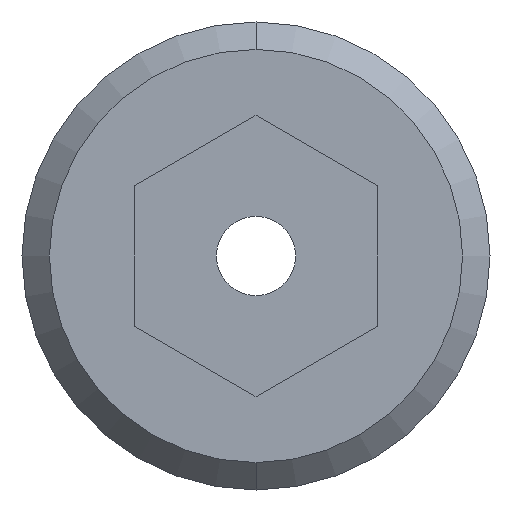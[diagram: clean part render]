
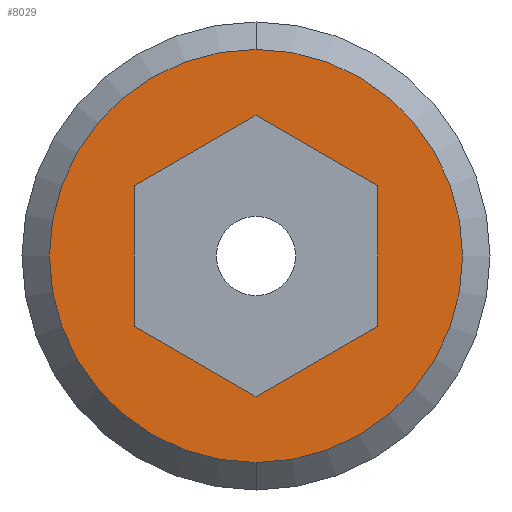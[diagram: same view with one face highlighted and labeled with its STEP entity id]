
A CAD part, left-side view. The second image highlights one B-rep face of the part: STEP entity #8029.
In plain terms, the highlighted planar face has unit normal (-1, 0, 0).
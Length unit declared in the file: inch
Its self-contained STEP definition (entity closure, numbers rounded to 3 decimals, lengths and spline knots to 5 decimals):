
#3824=CARTESIAN_POINT('',(-0.188,0.,0.));
#3825=DIRECTION('',(-1.,0.,0.));
#3826=DIRECTION('',(0.,1.,0.));
#3827=AXIS2_PLACEMENT_3D('',#3824,#3825,#3826);
#3842=DIRECTION('',(0.,0.5,0.866));
#3843=VECTOR('',#3842,0.09238);
#3844=CARTESIAN_POINT('',(-0.188,0.04619,-0.08));
#3845=LINE('',#3844,#3843);
#3846=DIRECTION('',(0.,1.,0.));
#3847=VECTOR('',#3846,0.09238);
#3848=CARTESIAN_POINT('',(-0.188,-0.04619,-0.08));
#3849=LINE('',#3848,#3847);
#3850=DIRECTION('',(0.,0.5,-0.866));
#3851=VECTOR('',#3850,0.09238);
#3852=CARTESIAN_POINT('',(-0.188,-0.09238,0.));
#3853=LINE('',#3852,#3851);
#3854=DIRECTION('',(0.,-0.5,-0.866));
#3855=VECTOR('',#3854,0.09238);
#3856=CARTESIAN_POINT('',(-0.188,-0.04619,0.08));
#3857=LINE('',#3856,#3855);
#3858=DIRECTION('',(0.,-1.,0.));
#3859=VECTOR('',#3858,0.09238);
#3860=CARTESIAN_POINT('',(-0.188,0.04619,0.08));
#3861=LINE('',#3860,#3859);
#3862=DIRECTION('',(0.,-0.5,0.866));
#3863=VECTOR('',#3862,0.09238);
#3864=CARTESIAN_POINT('',(-0.188,0.09238,0.));
#3865=LINE('',#3864,#3863);
#3866=CARTESIAN_POINT('',(-0.188,0.,0.));
#3867=DIRECTION('',(1.,0.,0.));
#3868=DIRECTION('',(0.,1.,0.));
#3869=AXIS2_PLACEMENT_3D('',#3866,#3867,#3868);
#4102=CARTESIAN_POINT('',(-0.188,0.13575,0.));
#4103=CARTESIAN_POINT('',(-0.188,-0.13575,0.));
#4104=VERTEX_POINT('',#4102);
#4105=VERTEX_POINT('',#4103);
#4122=CARTESIAN_POINT('',(-0.188,0.04619,-0.08));
#4123=CARTESIAN_POINT('',(-0.188,0.09238,0.));
#4124=VERTEX_POINT('',#4122);
#4125=VERTEX_POINT('',#4123);
#4126=CARTESIAN_POINT('',(-0.188,-0.04619,-0.08));
#4127=VERTEX_POINT('',#4126);
#4128=CARTESIAN_POINT('',(-0.188,-0.09238,0.));
#4129=VERTEX_POINT('',#4128);
#4130=CARTESIAN_POINT('',(-0.188,-0.04619,0.08));
#4131=VERTEX_POINT('',#4130);
#4132=CARTESIAN_POINT('',(-0.188,0.04619,0.08));
#4133=VERTEX_POINT('',#4132);
#8005=CARTESIAN_POINT('',(-0.188,0.,0.));
#8006=DIRECTION('',(1.,0.,0.));
#8007=DIRECTION('',(0.,-1.,0.));
#8008=AXIS2_PLACEMENT_3D('',#8005,#8006,#8007);
#8009=PLANE('',#8008);
#8010=ORIENTED_EDGE('',*,*,#7995,.F.);
#8012=ORIENTED_EDGE('',*,*,#8011,.T.);
#8013=EDGE_LOOP('',(#8010,#8012));
#8014=FACE_OUTER_BOUND('',#8013,.F.);
#8016=ORIENTED_EDGE('',*,*,#8015,.F.);
#8018=ORIENTED_EDGE('',*,*,#8017,.F.);
#8020=ORIENTED_EDGE('',*,*,#8019,.F.);
#8022=ORIENTED_EDGE('',*,*,#8021,.F.);
#8024=ORIENTED_EDGE('',*,*,#8023,.F.);
#8026=ORIENTED_EDGE('',*,*,#8025,.F.);
#8027=EDGE_LOOP('',(#8016,#8018,#8020,#8022,#8024,#8026));
#8028=FACE_BOUND('',#8027,.F.);
#3828=CIRCLE('',#3827,0.13575);
#3870=CIRCLE('',#3869,0.13575);
#7995=EDGE_CURVE('',#4104,#4105,#3828,.T.);
#8011=EDGE_CURVE('',#4104,#4105,#3870,.T.);
#8015=EDGE_CURVE('',#4124,#4125,#3845,.T.);
#8017=EDGE_CURVE('',#4127,#4124,#3849,.T.);
#8019=EDGE_CURVE('',#4129,#4127,#3853,.T.);
#8021=EDGE_CURVE('',#4131,#4129,#3857,.T.);
#8023=EDGE_CURVE('',#4133,#4131,#3861,.T.);
#8025=EDGE_CURVE('',#4125,#4133,#3865,.T.);
#8029=ADVANCED_FACE('',(#8014,#8028),#8009,.F.);
